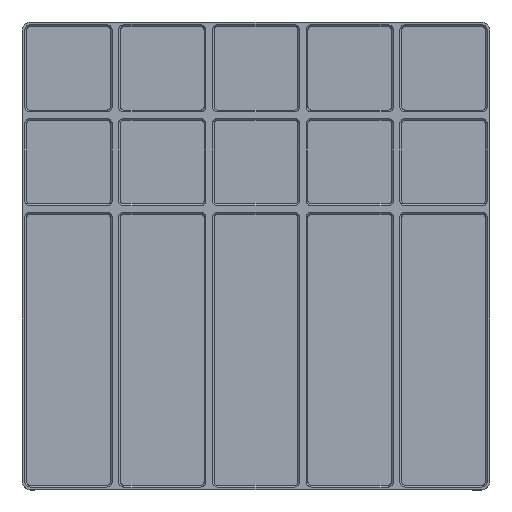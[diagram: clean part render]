
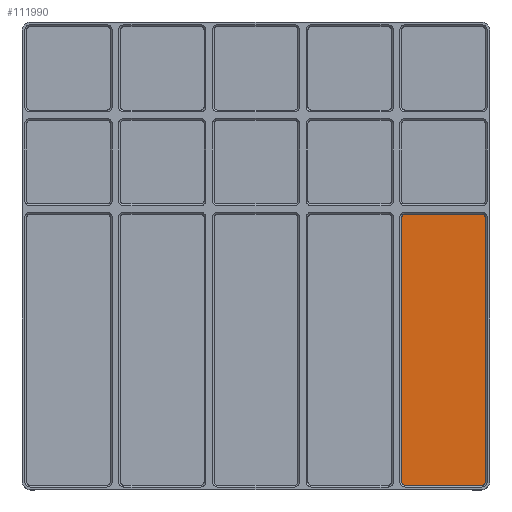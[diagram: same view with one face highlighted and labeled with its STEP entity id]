
A CAD part, top view. The second image highlights one B-rep face of the part: STEP entity #111990.
In plain terms, the highlighted planar face has unit normal (0, 0, 1).
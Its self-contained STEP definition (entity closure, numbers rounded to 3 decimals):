
#94080=CARTESIAN_POINT('',(291.75,206.15,7.));
#94090=VERTEX_POINT('',#94080);
#94120=CARTESIAN_POINT('',(290.15,206.15,7.));
#94130=DIRECTION('',(0.,0.,-1.));
#94140=DIRECTION('',(1.,0.,0.));
#94150=AXIS2_PLACEMENT_3D('',#94120,#94130,#94140);
#94160=CIRCLE('',#94150,1.6);
#94170=CARTESIAN_POINT('',(290.15,207.75,7.));
#94180=VERTEX_POINT('',#94170);
#94190=EDGE_CURVE('',#94180,#94090,#94160,.T.);
#96840=CARTESIAN_POINT('',(291.75,87.85,7.));
#96850=VERTEX_POINT('',#96840);
#96880=CARTESIAN_POINT('',(291.75,121.,7.));
#96890=DIRECTION('',(0.,-1.,0.));
#96900=VECTOR('',#96890,1.);
#96910=LINE('',#96880,#96900);
#96920=EDGE_CURVE('',#94090,#96850,#96910,.T.);
#97090=CARTESIAN_POINT('',(255.85,207.75,7.));
#97100=VERTEX_POINT('',#97090);
#97130=CARTESIAN_POINT('',(255.85,206.15,7.));
#97140=DIRECTION('',(0.,0.,-1.));
#97150=DIRECTION('',(1.,0.,0.));
#97160=AXIS2_PLACEMENT_3D('',#97130,#97140,#97150);
#97170=CIRCLE('',#97160,1.6);
#97180=CARTESIAN_POINT('',(254.25,206.15,7.));
#97190=VERTEX_POINT('',#97180);
#97200=EDGE_CURVE('',#97190,#97100,#97170,.T.);
#111510=CARTESIAN_POINT('',(273.,189.,7.));
#111520=DIRECTION('',(0.,0.,1.));
#111530=DIRECTION('',(-1.,0.,0.));
#111540=AXIS2_PLACEMENT_3D('',#111510,#111520,#111530);
#111550=PLANE('',#111540);
#111560=CARTESIAN_POINT('',(290.15,87.85,7.));
#111570=DIRECTION('',(0.,0.,-1.));
#111580=DIRECTION('',(1.,0.,0.));
#111590=AXIS2_PLACEMENT_3D('',#111560,#111570,#111580);
#111600=CIRCLE('',#111590,1.6);
#111610=CARTESIAN_POINT('',(290.15,86.25,7.));
#111620=VERTEX_POINT('',#111610);
#111630=EDGE_CURVE('',#96850,#111620,#111600,.T.);
#111640=ORIENTED_EDGE('',*,*,#111630,.F.);
#111650=CARTESIAN_POINT('',(289.,86.25,7.));
#111660=DIRECTION('',(-1.,0.,0.));
#111670=VECTOR('',#111660,1.);
#111680=LINE('',#111650,#111670);
#111690=CARTESIAN_POINT('',(255.85,86.25,7.));
#111700=VERTEX_POINT('',#111690);
#111710=EDGE_CURVE('',#111620,#111700,#111680,.T.);
#111720=ORIENTED_EDGE('',*,*,#111710,.F.);
#111730=CARTESIAN_POINT('',(255.85,87.85,7.));
#111740=DIRECTION('',(0.,0.,-1.));
#111750=DIRECTION('',(1.,0.,0.));
#111760=AXIS2_PLACEMENT_3D('',#111730,#111740,#111750);
#111770=CIRCLE('',#111760,1.6);
#111780=CARTESIAN_POINT('',(254.25,87.85,7.));
#111790=VERTEX_POINT('',#111780);
#111800=EDGE_CURVE('',#111700,#111790,#111770,.T.);
#111810=ORIENTED_EDGE('',*,*,#111800,.F.);
#111820=CARTESIAN_POINT('',(254.25,173.,7.));
#111830=DIRECTION('',(0.,1.,0.));
#111840=VECTOR('',#111830,1.);
#111850=LINE('',#111820,#111840);
#111860=EDGE_CURVE('',#111790,#97190,#111850,.T.);
#111870=ORIENTED_EDGE('',*,*,#111860,.F.);
#111880=ORIENTED_EDGE('',*,*,#97200,.F.);
#111890=CARTESIAN_POINT('',(257.,207.75,7.));
#111900=DIRECTION('',(1.,0.,0.));
#111910=VECTOR('',#111900,1.);
#111920=LINE('',#111890,#111910);
#111930=EDGE_CURVE('',#97100,#94180,#111920,.T.);
#111940=ORIENTED_EDGE('',*,*,#111930,.F.);
#111950=ORIENTED_EDGE('',*,*,#94190,.F.);
#111960=ORIENTED_EDGE('',*,*,#96920,.F.);
#111970=EDGE_LOOP('',(#111960,#111950,#111940,#111880,#111870,#111810,
#111720,#111640));
#111980=FACE_OUTER_BOUND('',#111970,.T.);
#111990=ADVANCED_FACE('',(#111980),#111550,.T.);
